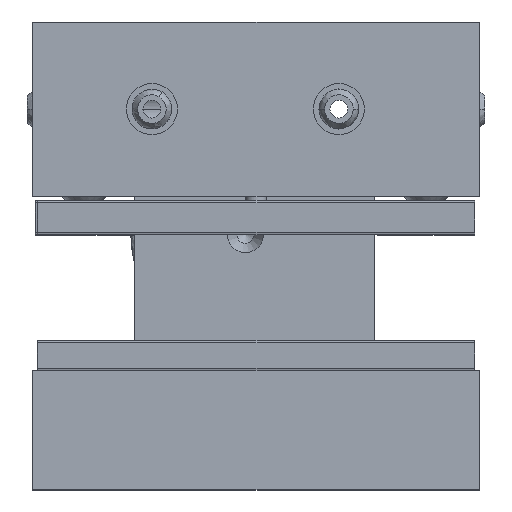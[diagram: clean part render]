
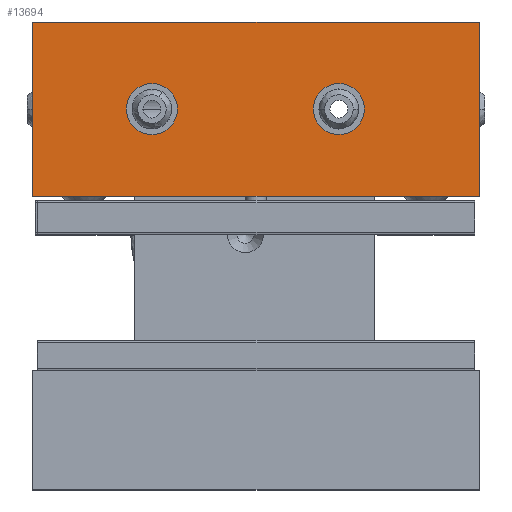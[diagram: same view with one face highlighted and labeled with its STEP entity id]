
A CAD part, top view. The second image highlights one B-rep face of the part: STEP entity #13694.
In plain terms, the highlighted planar face has unit normal (0, 0, 1).
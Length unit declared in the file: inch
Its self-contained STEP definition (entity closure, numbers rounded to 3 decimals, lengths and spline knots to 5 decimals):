
#161 = CARTESIAN_POINT ( 'NONE',  ( 1.6716, 2.63859, 4.25186 ) ) ;
#658 = DIRECTION ( 'NONE',  ( -1., 0., 0. ) ) ;
#1930 = CARTESIAN_POINT ( 'NONE',  ( 1.6716, 2.63859, 4.25186 ) ) ;
#2193 = CARTESIAN_POINT ( 'NONE',  ( -2.46226, 1.02442, 4.25186 ) ) ;
#2841 = ORIENTED_EDGE ( 'NONE', *, *, #9955, .T. ) ;
#3391 = CARTESIAN_POINT ( 'NONE',  ( -1.12368, 1.83151, 4.25186 ) ) ;
#3576 = DIRECTION ( 'NONE',  ( 0., 0., -1. ) ) ;
#4221 = VERTEX_POINT ( 'NONE', #12519 ) ;
#4612 = CARTESIAN_POINT ( 'NONE',  ( -2.46226, 2.63859, 4.25186 ) ) ;
#4767 = ORIENTED_EDGE ( 'NONE', *, *, #13329, .T. ) ;
#5258 = ORIENTED_EDGE ( 'NONE', *, *, #10939, .T. ) ;
#5878 = CIRCLE ( 'NONE', #27495, 0.23622 ) ;
#6521 = DIRECTION ( 'NONE',  ( 0., 1., 0. ) ) ;
#6783 = CARTESIAN_POINT ( 'NONE',  ( -2.46226, -1.69211, 4.25186 ) ) ;
#7031 = DIRECTION ( 'NONE',  ( 0., -1., 0. ) ) ;
#7837 = CARTESIAN_POINT ( 'NONE',  ( -1.3599, 1.83151, 4.25186 ) ) ;
#8003 = LINE ( 'NONE', #25399, #25412 ) ;
#8526 = CARTESIAN_POINT ( 'NONE',  ( 0.37238, 1.83151, 4.25186 ) ) ;
#8845 = DIRECTION ( 'NONE',  ( 1., 0., 0. ) ) ;
#9169 = DIRECTION ( 'NONE',  ( 1., 0., 0. ) ) ;
#9669 = CARTESIAN_POINT ( 'NONE',  ( 1.6716, 1.02442, 4.25186 ) ) ;
#9749 = ORIENTED_EDGE ( 'NONE', *, *, #25360, .T. ) ;
#9939 = VECTOR ( 'NONE', #7031, 39.37008 ) ;
#9955 = EDGE_CURVE ( 'NONE', #24287, #18290, #18540, .T. ) ;
#10025 = LINE ( 'NONE', #1930, #14825 ) ;
#10210 = DIRECTION ( 'NONE',  ( 1., 0., 0. ) ) ;
#10783 = CIRCLE ( 'NONE', #14990, 0.23622 ) ;
#10913 = DIRECTION ( 'NONE',  ( 1., 0., 0. ) ) ;
#10939 = EDGE_CURVE ( 'NONE', #24575, #19419, #10025, .T. ) ;
#11446 = CARTESIAN_POINT ( 'NONE',  ( -1.3599, 1.83151, 4.25186 ) ) ;
#12519 = CARTESIAN_POINT ( 'NONE',  ( -2.46226, 2.63859, 4.25186 ) ) ;
#13045 = EDGE_CURVE ( 'NONE', #4221, #26689, #29546, .T. ) ;
#13288 = EDGE_CURVE ( 'NONE', #19419, #4221, #29920, .T. ) ;
#13329 = EDGE_CURVE ( 'NONE', #23009, #24344, #23634, .T. ) ;
#13694 = ADVANCED_FACE ( 'NONE', ( #23245, #17665, #29517 ), #20949, .T. ) ;
#13819 = DIRECTION ( 'NONE',  ( 0., 0., 1. ) ) ;
#13823 = DIRECTION ( 'NONE',  ( 1., 0., 0. ) ) ;
#14221 = AXIS2_PLACEMENT_3D ( 'NONE', #17782, #3576, #20149 ) ;
#14825 = VECTOR ( 'NONE', #6521, 39.37008 ) ;
#14990 = AXIS2_PLACEMENT_3D ( 'NONE', #8526, #25095, #10913 ) ;
#15677 = ORIENTED_EDGE ( 'NONE', *, *, #13288, .T. ) ;
#16910 = EDGE_LOOP ( 'NONE', ( #2841, #29650 ) ) ;
#17327 = VECTOR ( 'NONE', #658, 39.37008 ) ;
#17665 = FACE_BOUND ( 'NONE', #23334, .T. ) ;
#17782 = CARTESIAN_POINT ( 'NONE',  ( 0.37238, 1.83151, 4.25186 ) ) ;
#18290 = VERTEX_POINT ( 'NONE', #26719 ) ;
#18540 = CIRCLE ( 'NONE', #14221, 0.23622 ) ;
#19419 = VERTEX_POINT ( 'NONE', #161 ) ;
#19451 = ORIENTED_EDGE ( 'NONE', *, *, #28182, .T. ) ;
#19768 = CARTESIAN_POINT ( 'NONE',  ( 0.6086, 1.83151, 4.25186 ) ) ;
#20149 = DIRECTION ( 'NONE',  ( 1., 0., 0. ) ) ;
#20949 = PLANE ( 'NONE',  #29649 ) ;
#23009 = VERTEX_POINT ( 'NONE', #24780 ) ;
#23245 = FACE_OUTER_BOUND ( 'NONE', #29334, .T. ) ;
#23334 = EDGE_LOOP ( 'NONE', ( #9749, #4767 ) ) ;
#23634 = CIRCLE ( 'NONE', #23907, 0.23622 ) ;
#23907 = AXIS2_PLACEMENT_3D ( 'NONE', #7837, #24410, #10210 ) ;
#24287 = VERTEX_POINT ( 'NONE', #19768 ) ;
#24344 = VERTEX_POINT ( 'NONE', #3391 ) ;
#24410 = DIRECTION ( 'NONE',  ( 0., 0., -1. ) ) ;
#24575 = VERTEX_POINT ( 'NONE', #9669 ) ;
#24780 = CARTESIAN_POINT ( 'NONE',  ( -1.59612, 1.83151, 4.25186 ) ) ;
#25095 = DIRECTION ( 'NONE',  ( 0., 0., -1. ) ) ;
#25360 = EDGE_CURVE ( 'NONE', #24344, #23009, #5878, .T. ) ;
#25399 = CARTESIAN_POINT ( 'NONE',  ( -2.46226, 1.02442, 4.25186 ) ) ;
#25412 = VECTOR ( 'NONE', #8845, 39.37008 ) ;
#26480 = ORIENTED_EDGE ( 'NONE', *, *, #13045, .T. ) ;
#26689 = VERTEX_POINT ( 'NONE', #2193 ) ;
#26719 = CARTESIAN_POINT ( 'NONE',  ( 0.13616, 1.83151, 4.25186 ) ) ;
#27495 = AXIS2_PLACEMENT_3D ( 'NONE', #11446, #27995, #13823 ) ;
#27995 = DIRECTION ( 'NONE',  ( 0., 0., -1. ) ) ;
#28182 = EDGE_CURVE ( 'NONE', #26689, #24575, #8003, .T. ) ;
#29044 = CARTESIAN_POINT ( 'NONE',  ( -2.46226, 2.63859, 4.25186 ) ) ;
#29334 = EDGE_LOOP ( 'NONE', ( #15677, #26480, #19451, #5258 ) ) ;
#29517 = FACE_BOUND ( 'NONE', #16910, .T. ) ;
#29546 = LINE ( 'NONE', #4612, #9939 ) ;
#29649 = AXIS2_PLACEMENT_3D ( 'NONE', #6783, #13819, #9169 ) ;
#29650 = ORIENTED_EDGE ( 'NONE', *, *, #30146, .T. ) ;
#29920 = LINE ( 'NONE', #29044, #17327 ) ;
#30146 = EDGE_CURVE ( 'NONE', #18290, #24287, #10783, .T. ) ;
